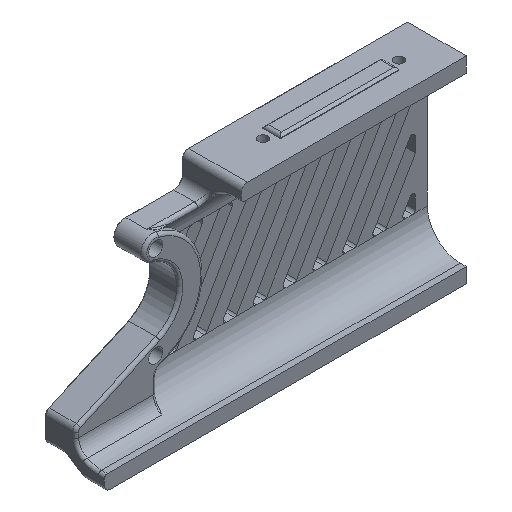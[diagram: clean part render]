
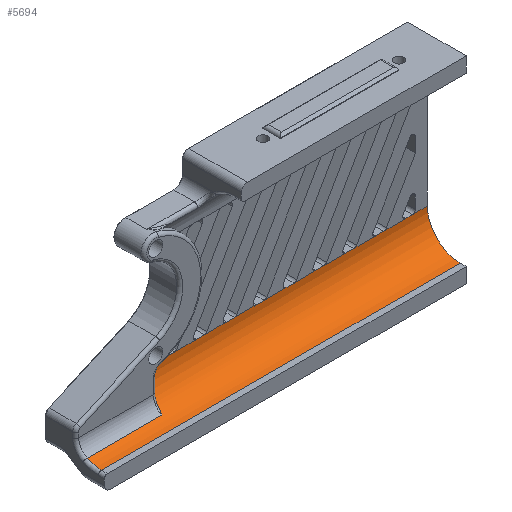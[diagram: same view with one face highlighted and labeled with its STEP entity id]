
A CAD part, isometric view. The second image highlights one B-rep face of the part: STEP entity #5694.
In plain terms, the highlighted cylindrical face has radius 11 mm (diameter 22 mm), a partial arc.
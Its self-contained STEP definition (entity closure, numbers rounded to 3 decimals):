
#82=B_SPLINE_CURVE_WITH_KNOTS('',3,(#8172,#8173,#8174,#8175),
 .UNSPECIFIED.,.F.,.F.,(4,4),(0.,0.005),
 .UNSPECIFIED.);
#83=B_SPLINE_CURVE_WITH_KNOTS('',3,(#8188,#8189,#8190,#8191),
 .UNSPECIFIED.,.F.,.F.,(4,4),(0.,0.),
 .UNSPECIFIED.);
#121=CYLINDRICAL_SURFACE('',#6093,11.);
#278=CIRCLE('',#6015,11.);
#311=CIRCLE('',#6078,11.);
#315=CIRCLE('',#6094,11.);
#814=ORIENTED_EDGE('',*,*,#1640,.F.);
#815=ORIENTED_EDGE('',*,*,#1795,.F.);
#816=ORIENTED_EDGE('',*,*,#1790,.F.);
#817=ORIENTED_EDGE('',*,*,#1788,.T.);
#818=ORIENTED_EDGE('',*,*,#1848,.F.);
#819=ORIENTED_EDGE('',*,*,#1857,.F.);
#820=ORIENTED_EDGE('',*,*,#1878,.T.);
#821=ORIENTED_EDGE('',*,*,#1879,.F.);
#822=ORIENTED_EDGE('',*,*,#1715,.F.);
#823=ORIENTED_EDGE('',*,*,#1880,.F.);
#824=ORIENTED_EDGE('',*,*,#1709,.F.);
#825=ORIENTED_EDGE('',*,*,#1881,.T.);
#826=ORIENTED_EDGE('',*,*,#1702,.F.);
#827=ORIENTED_EDGE('',*,*,#1882,.F.);
#828=ORIENTED_EDGE('',*,*,#1693,.F.);
#829=ORIENTED_EDGE('',*,*,#1883,.F.);
#830=ORIENTED_EDGE('',*,*,#1685,.F.);
#831=ORIENTED_EDGE('',*,*,#1884,.F.);
#832=ORIENTED_EDGE('',*,*,#1677,.F.);
#833=ORIENTED_EDGE('',*,*,#1885,.F.);
#834=ORIENTED_EDGE('',*,*,#1669,.F.);
#835=ORIENTED_EDGE('',*,*,#1886,.F.);
#836=ORIENTED_EDGE('',*,*,#1656,.F.);
#837=ORIENTED_EDGE('',*,*,#1887,.F.);
#838=ORIENTED_EDGE('',*,*,#1650,.F.);
#839=ORIENTED_EDGE('',*,*,#1888,.T.);
#1640=EDGE_CURVE('',#2233,#2234,#2535,.T.);
#1650=EDGE_CURVE('',#2243,#2244,#2540,.T.);
#1656=EDGE_CURVE('',#2249,#2250,#2543,.T.);
#1669=EDGE_CURVE('',#2262,#2263,#2549,.T.);
#1677=EDGE_CURVE('',#2270,#2271,#2553,.T.);
#1685=EDGE_CURVE('',#2278,#2279,#2557,.T.);
#1693=EDGE_CURVE('',#2286,#2287,#2561,.T.);
#1702=EDGE_CURVE('',#2295,#2296,#2566,.T.);
#1709=EDGE_CURVE('',#2302,#2303,#2570,.T.);
#1715=EDGE_CURVE('',#2308,#2309,#2573,.T.);
#1788=EDGE_CURVE('',#2368,#2367,#82,.T.);
#1790=EDGE_CURVE('',#2368,#2369,#278,.T.);
#1795=EDGE_CURVE('',#2369,#2233,#83,.T.);
#1848=EDGE_CURVE('',#2401,#2367,#2637,.T.);
#1857=EDGE_CURVE('',#2404,#2401,#311,.T.);
#1878=EDGE_CURVE('',#2404,#2409,#2655,.T.);
#1879=EDGE_CURVE('',#2309,#2409,#315,.T.);
#1880=EDGE_CURVE('',#2303,#2308,#2656,.T.);
#1881=EDGE_CURVE('',#2302,#2296,#2657,.T.);
#1882=EDGE_CURVE('',#2287,#2295,#2658,.T.);
#1883=EDGE_CURVE('',#2279,#2286,#2659,.T.);
#1884=EDGE_CURVE('',#2271,#2278,#2660,.T.);
#1885=EDGE_CURVE('',#2263,#2270,#2661,.T.);
#1886=EDGE_CURVE('',#2250,#2262,#2662,.T.);
#1887=EDGE_CURVE('',#2244,#2249,#2663,.T.);
#1888=EDGE_CURVE('',#2243,#2234,#2664,.T.);
#2233=VERTEX_POINT('',#7764);
#2234=VERTEX_POINT('',#7765);
#2243=VERTEX_POINT('',#7784);
#2244=VERTEX_POINT('',#7786);
#2249=VERTEX_POINT('',#7797);
#2250=VERTEX_POINT('',#7799);
#2262=VERTEX_POINT('',#7825);
#2263=VERTEX_POINT('',#7827);
#2270=VERTEX_POINT('',#7842);
#2271=VERTEX_POINT('',#7844);
#2278=VERTEX_POINT('',#7859);
#2279=VERTEX_POINT('',#7861);
#2286=VERTEX_POINT('',#7876);
#2287=VERTEX_POINT('',#7878);
#2295=VERTEX_POINT('',#7895);
#2296=VERTEX_POINT('',#7897);
#2302=VERTEX_POINT('',#7909);
#2303=VERTEX_POINT('',#7911);
#2308=VERTEX_POINT('',#7921);
#2309=VERTEX_POINT('',#7923);
#2367=VERTEX_POINT('',#8171);
#2368=VERTEX_POINT('',#8176);
#2369=VERTEX_POINT('',#8180);
#2401=VERTEX_POINT('',#8318);
#2404=VERTEX_POINT('',#8425);
#2409=VERTEX_POINT('',#8478);
#2535=LINE('',#7763,#2917);
#2540=LINE('',#7785,#2922);
#2543=LINE('',#7798,#2925);
#2549=LINE('',#7826,#2931);
#2553=LINE('',#7843,#2935);
#2557=LINE('',#7860,#2939);
#2561=LINE('',#7877,#2943);
#2566=LINE('',#7896,#2948);
#2570=LINE('',#7910,#2952);
#2573=LINE('',#7922,#2955);
#2637=LINE('',#8321,#3019);
#2655=LINE('',#8477,#3037);
#2656=LINE('',#8480,#3038);
#2657=LINE('',#8481,#3039);
#2658=LINE('',#8482,#3040);
#2659=LINE('',#8483,#3041);
#2660=LINE('',#8484,#3042);
#2661=LINE('',#8485,#3043);
#2662=LINE('',#8486,#3044);
#2663=LINE('',#8487,#3045);
#2664=LINE('',#8488,#3046);
#2917=VECTOR('',#6466,1000.);
#2922=VECTOR('',#6483,1000.);
#2925=VECTOR('',#6494,1000.);
#2931=VECTOR('',#6518,1000.);
#2935=VECTOR('',#6532,1000.);
#2939=VECTOR('',#6546,1000.);
#2943=VECTOR('',#6560,1000.);
#2948=VECTOR('',#6575,1000.);
#2952=VECTOR('',#6585,1000.);
#2955=VECTOR('',#6594,1000.);
#3019=VECTOR('',#6858,1000.);
#3037=VECTOR('',#6918,1000.);
#3038=VECTOR('',#6921,1000.);
#3039=VECTOR('',#6922,1000.);
#3040=VECTOR('',#6923,1000.);
#3041=VECTOR('',#6924,1000.);
#3042=VECTOR('',#6925,1000.);
#3043=VECTOR('',#6926,1000.);
#3044=VECTOR('',#6927,1000.);
#3045=VECTOR('',#6928,1000.);
#3046=VECTOR('',#6929,1000.);
#3342=EDGE_LOOP('',(#814,#815,#816,#817,#818,#819,#820,#821,#822,#823,#824,
#825,#826,#827,#828,#829,#830,#831,#832,#833,#834,#835,#836,#837,#838,#839));
#3615=FACE_BOUND('',#3342,.T.);
#5694=ADVANCED_FACE('',(#3615),#121,.F.);
#6015=AXIS2_PLACEMENT_3D('',#8179,#6719,#6720);
#6078=AXIS2_PLACEMENT_3D('',#8426,#6871,#6872);
#6093=AXIS2_PLACEMENT_3D('',#8476,#6916,#6917);
#6094=AXIS2_PLACEMENT_3D('',#8479,#6919,#6920);
#6466=DIRECTION('',(1.,0.,0.));
#6483=DIRECTION('',(1.,0.,0.));
#6494=DIRECTION('',(1.,0.,0.));
#6518=DIRECTION('',(1.,0.,0.));
#6532=DIRECTION('',(1.,0.,0.));
#6546=DIRECTION('',(1.,0.,0.));
#6560=DIRECTION('',(1.,0.,0.));
#6575=DIRECTION('',(1.,0.,0.));
#6585=DIRECTION('',(1.,0.,0.));
#6594=DIRECTION('',(1.,0.,0.));
#6719=DIRECTION('',(1.,0.,0.));
#6720=DIRECTION('',(0.,0.707,-0.707));
#6858=DIRECTION('',(1.,0.,0.));
#6871=DIRECTION('',(1.,0.,0.));
#6872=DIRECTION('',(0.,0.222,-0.975));
#6916=DIRECTION('',(-1.,0.,0.));
#6917=DIRECTION('',(0.,0.707,-0.707));
#6918=DIRECTION('',(1.,0.,0.));
#6919=DIRECTION('',(-1.,0.,0.));
#6920=DIRECTION('',(0.,0.707,-0.707));
#6921=DIRECTION('',(1.,0.,0.));
#6922=DIRECTION('',(-1.,0.,0.));
#6923=DIRECTION('',(1.,0.,0.));
#6924=DIRECTION('',(1.,0.,0.));
#6925=DIRECTION('',(1.,0.,0.));
#6926=DIRECTION('',(1.,0.,0.));
#6927=DIRECTION('',(1.,0.,0.));
#6928=DIRECTION('',(1.,0.,0.));
#6929=DIRECTION('',(-1.,0.,0.));
#7763=CARTESIAN_POINT('',(116.5,-45.,-108.096));
#7764=CARTESIAN_POINT('',(-5.972,-45.,-108.096));
#7765=CARTESIAN_POINT('',(0.732,-45.,-108.096));
#7784=CARTESIAN_POINT('',(3.423,-45.,-108.096));
#7785=CARTESIAN_POINT('',(116.5,-45.,-108.096));
#7786=CARTESIAN_POINT('',(10.732,-45.,-108.096));
#7797=CARTESIAN_POINT('',(13.423,-45.,-108.096));
#7798=CARTESIAN_POINT('',(116.5,-45.,-108.096));
#7799=CARTESIAN_POINT('',(20.732,-45.,-108.096));
#7825=CARTESIAN_POINT('',(23.423,-45.,-108.096));
#7826=CARTESIAN_POINT('',(116.5,-45.,-108.096));
#7827=CARTESIAN_POINT('',(30.732,-45.,-108.096));
#7842=CARTESIAN_POINT('',(33.423,-45.,-108.096));
#7843=CARTESIAN_POINT('',(116.5,-45.,-108.096));
#7844=CARTESIAN_POINT('',(40.732,-45.,-108.096));
#7859=CARTESIAN_POINT('',(43.423,-45.,-108.096));
#7860=CARTESIAN_POINT('',(116.5,-45.,-108.096));
#7861=CARTESIAN_POINT('',(50.732,-45.,-108.096));
#7876=CARTESIAN_POINT('',(53.423,-45.,-108.096));
#7877=CARTESIAN_POINT('',(116.5,-45.,-108.096));
#7878=CARTESIAN_POINT('',(60.732,-45.,-108.096));
#7895=CARTESIAN_POINT('',(63.423,-45.,-108.096));
#7896=CARTESIAN_POINT('',(116.5,-45.,-108.096));
#7897=CARTESIAN_POINT('',(70.732,-45.,-108.096));
#7909=CARTESIAN_POINT('',(73.423,-45.,-108.096));
#7910=CARTESIAN_POINT('',(116.5,-45.,-108.096));
#7911=CARTESIAN_POINT('',(80.732,-45.,-108.096));
#7921=CARTESIAN_POINT('',(83.,-45.,-108.096));
#7922=CARTESIAN_POINT('',(116.5,-45.,-108.096));
#7923=CARTESIAN_POINT('',(88.,-45.,-108.096));
#8171=CARTESIAN_POINT('',(-7.,-51.231,-118.009));
#8172=CARTESIAN_POINT('',(-6.,-47.667,-115.276));
#8173=CARTESIAN_POINT('',(-6.,-48.688,-116.462));
#8174=CARTESIAN_POINT('',(-6.515,-49.908,-117.372));
#8175=CARTESIAN_POINT('',(-7.,-51.231,-118.009));
#8176=CARTESIAN_POINT('',(-6.,-47.667,-115.276));
#8179=CARTESIAN_POINT('',(-6.,-56.,-108.096));
#8180=CARTESIAN_POINT('',(-6.,-45.005,-108.428));
#8188=CARTESIAN_POINT('',(-6.,-45.005,-108.428));
#8189=CARTESIAN_POINT('',(-6.,-45.002,-108.316));
#8190=CARTESIAN_POINT('',(-5.991,-45.,-108.206));
#8191=CARTESIAN_POINT('',(-5.972,-45.,-108.096));
#8318=CARTESIAN_POINT('',(-32.,-51.231,-118.009));
#8321=CARTESIAN_POINT('',(95.,-51.231,-118.009));
#8425=CARTESIAN_POINT('',(-32.,-56.,-119.096));
#8426=CARTESIAN_POINT('',(-32.,-56.,-108.096));
#8476=CARTESIAN_POINT('',(95.,-56.,-108.096));
#8477=CARTESIAN_POINT('',(95.,-56.,-119.096));
#8478=CARTESIAN_POINT('',(88.,-56.,-119.096));
#8479=CARTESIAN_POINT('',(88.,-56.,-108.096));
#8480=CARTESIAN_POINT('',(79.,-45.,-108.096));
#8481=CARTESIAN_POINT('',(69.,-45.,-108.096));
#8482=CARTESIAN_POINT('',(59.,-45.,-108.096));
#8483=CARTESIAN_POINT('',(49.,-45.,-108.096));
#8484=CARTESIAN_POINT('',(39.,-45.,-108.096));
#8485=CARTESIAN_POINT('',(29.,-45.,-108.096));
#8486=CARTESIAN_POINT('',(19.,-45.,-108.096));
#8487=CARTESIAN_POINT('',(9.,-45.,-108.096));
#8488=CARTESIAN_POINT('',(-1.,-45.,-108.096));
